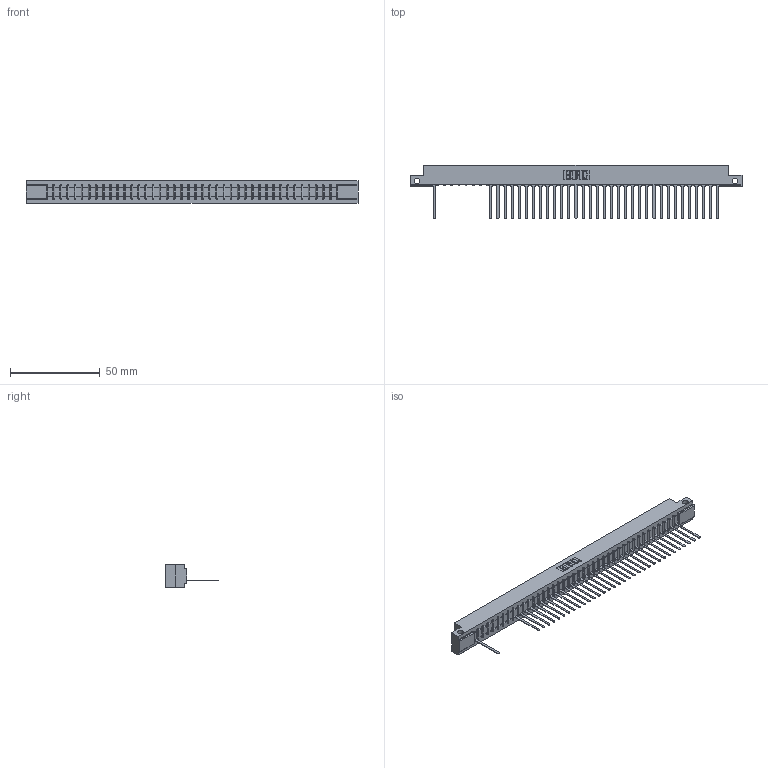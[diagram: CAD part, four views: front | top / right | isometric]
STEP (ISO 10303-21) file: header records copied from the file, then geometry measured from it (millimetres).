
FILE_DESCRIPTION (( 'STEP AP203' ), '1' );
FILE_NAME ('307-041-545-112.STEP', '2018-08-05T15:46:24', ( '' ), ( '' ), 'SwSTEP 2.0', 'SolidWorks 2016', '' );
FILE_SCHEMA (( 'CONFIG_CONTROL_DESIGN' ));
Length unit declared in the file: inch
Products named in the file (3): 307 Part_.128 Dia Side Mounting Holes; 307-290-001_545; 307-041-545-112
Assembly tree (35 placements, depth 2):
  307-041-545-112
    307 Part_.128 Dia Side Mounting Holes
    307-290-001_545  x34
Bounding box: 185.47 x 30 x 12.7 mm (x, y, z)
Volume: 19143.3 mm3; surface area: 20452.3 mm2
Topology: 35 solids, 35 shells, 2204 faces, 6279 edges, 4026 vertices
Faces by surface type: plane 1412, cylinder 708, sphere 84
Entity records: 35018 total; most frequent: CARTESIAN_POINT 5929, ORIENTED_EDGE 5922, DIRECTION 5759, EDGE_CURVE 2961, VECTOR 2271, LINE 2271, VERTEX_POINT 1914, AXIS2_PLACEMENT_3D 1744
